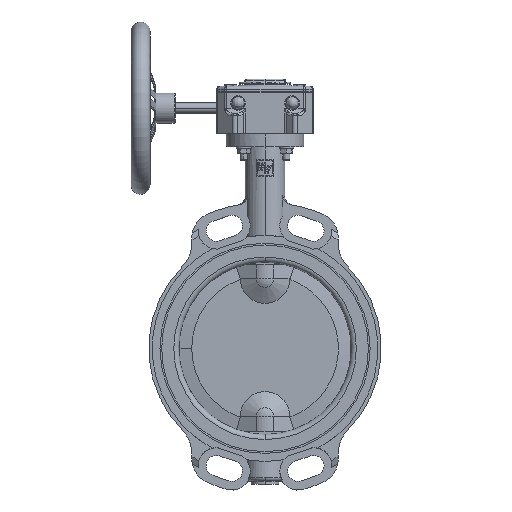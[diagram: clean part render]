
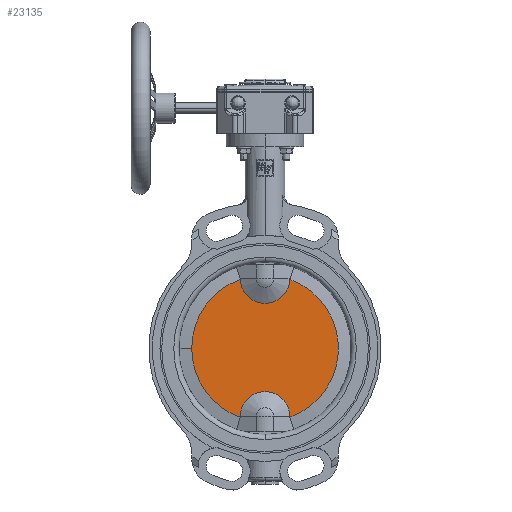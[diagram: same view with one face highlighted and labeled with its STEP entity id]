
A CAD part, top view. The second image highlights one B-rep face of the part: STEP entity #23135.
In plain terms, the highlighted planar face has unit normal (0, 0, 1).
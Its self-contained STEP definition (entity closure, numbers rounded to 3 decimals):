
#219 = VERTEX_POINT ( 'NONE', #38951 ) ;
#1803 = VERTEX_POINT ( 'NONE', #8735 ) ;
#2866 = CIRCLE ( 'NONE', #63781, 28.742 ) ;
#3948 = AXIS2_PLACEMENT_3D ( 'NONE', #17294, #66123, #67201 ) ;
#5190 = CARTESIAN_POINT ( 'NONE',  ( 0., 0., 6.5 ) ) ;
#8735 = CARTESIAN_POINT ( 'NONE',  ( 28.742, -79., 6.5 ) ) ;
#9366 = EDGE_CURVE ( 'NONE', #100873, #35193, #99289, .T. ) ;
#12273 = CARTESIAN_POINT ( 'NONE',  ( 0., -79., 6.5 ) ) ;
#12440 = VECTOR ( 'NONE', #45088, 1000. ) ;
#13185 = PLANE ( 'NONE',  #53823 ) ;
#14176 = CARTESIAN_POINT ( 'NONE',  ( 0., 81., 6.5 ) ) ;
#16878 = AXIS2_PLACEMENT_3D ( 'NONE', #5190, #36713, #94934 ) ;
#17294 = CARTESIAN_POINT ( 'NONE',  ( 0., 0., 6.5 ) ) ;
#20636 = DIRECTION ( 'NONE',  ( -1., 0., 0. ) ) ;
#23135 = ADVANCED_FACE ( 'NONE', ( #68699 ), #13185, .F. ) ;
#29187 = CARTESIAN_POINT ( 'NONE',  ( 28.742, 0., 6.5 ) ) ;
#30209 = EDGE_CURVE ( 'NONE', #91291, #97502, #47475, .T. ) ;
#31922 = VECTOR ( 'NONE', #70444, 1000. ) ;
#32826 = ORIENTED_EDGE ( 'NONE', *, *, #64603, .F. ) ;
#34155 = CARTESIAN_POINT ( 'NONE',  ( 28.742, -80.137, 6.5 ) ) ;
#35193 = VERTEX_POINT ( 'NONE', #75993 ) ;
#36713 = DIRECTION ( 'NONE',  ( 0., 0., 1. ) ) ;
#36799 = CIRCLE ( 'NONE', #55520, 85.135 ) ;
#37834 = DIRECTION ( 'NONE',  ( -1., 0., 0. ) ) ;
#38044 = ORIENTED_EDGE ( 'NONE', *, *, #9366, .T. ) ;
#38951 = CARTESIAN_POINT ( 'NONE',  ( -28.742, -79., 6.5 ) ) ;
#45088 = DIRECTION ( 'NONE',  ( 0., 1., 0. ) ) ;
#46073 = DIRECTION ( 'NONE',  ( -1., 0., 0. ) ) ;
#47475 = CIRCLE ( 'NONE', #3948, 85.135 ) ;
#49487 = AXIS2_PLACEMENT_3D ( 'NONE', #14176, #72146, #46073 ) ;
#53823 = AXIS2_PLACEMENT_3D ( 'NONE', #54025, #78787, #37834 ) ;
#54025 = CARTESIAN_POINT ( 'NONE',  ( -85.135, 0., 6.5 ) ) ;
#55520 = AXIS2_PLACEMENT_3D ( 'NONE', #78040, #78387, #72563 ) ;
#58569 = EDGE_CURVE ( 'NONE', #97502, #219, #73326, .T. ) ;
#59515 = CARTESIAN_POINT ( 'NONE',  ( -28.742, -80.137, 6.5 ) ) ;
#62152 = ORIENTED_EDGE ( 'NONE', *, *, #77813, .F. ) ;
#62880 = CIRCLE ( 'NONE', #49487, 28.742 ) ;
#63781 = AXIS2_PLACEMENT_3D ( 'NONE', #12273, #70540, #20636 ) ;
#64603 = EDGE_CURVE ( 'NONE', #1803, #219, #2866, .T. ) ;
#66123 = DIRECTION ( 'NONE',  ( 0., 0., 1. ) ) ;
#67201 = DIRECTION ( 'NONE',  ( 1., 0., 0. ) ) ;
#68699 = FACE_OUTER_BOUND ( 'NONE', #81773, .T. ) ;
#70444 = DIRECTION ( 'NONE',  ( 0., 1., 0. ) ) ;
#70470 = ORIENTED_EDGE ( 'NONE', *, *, #95682, .T. ) ;
#70540 = DIRECTION ( 'NONE',  ( 0., 0., 1. ) ) ;
#72146 = DIRECTION ( 'NONE',  ( 0., 0., 1. ) ) ;
#72563 = DIRECTION ( 'NONE',  ( 1., 0., 0. ) ) ;
#73326 = LINE ( 'NONE', #94675, #12440 ) ;
#75993 = CARTESIAN_POINT ( 'NONE',  ( 28.729, 80.142, 6.5 ) ) ;
#77813 = EDGE_CURVE ( 'NONE', #100873, #1803, #78633, .T. ) ;
#78040 = CARTESIAN_POINT ( 'NONE',  ( 0., 0., 6.5 ) ) ;
#78275 = EDGE_CURVE ( 'NONE', #96333, #35193, #62880, .T. ) ;
#78387 = DIRECTION ( 'NONE',  ( 0., 0., 1. ) ) ;
#78633 = LINE ( 'NONE', #29187, #31922 ) ;
#78787 = DIRECTION ( 'NONE',  ( 0., 0., -1. ) ) ;
#80970 = CARTESIAN_POINT ( 'NONE',  ( -85.135, 0., 6.5 ) ) ;
#81773 = EDGE_LOOP ( 'NONE', ( #62152, #38044, #87473, #70470, #93187, #101966, #32826 ) ) ;
#87473 = ORIENTED_EDGE ( 'NONE', *, *, #78275, .F. ) ;
#89024 = CARTESIAN_POINT ( 'NONE',  ( -28.729, 80.142, 6.5 ) ) ;
#91291 = VERTEX_POINT ( 'NONE', #80970 ) ;
#93187 = ORIENTED_EDGE ( 'NONE', *, *, #30209, .T. ) ;
#94675 = CARTESIAN_POINT ( 'NONE',  ( -28.742, 0., 6.5 ) ) ;
#94934 = DIRECTION ( 'NONE',  ( 1., 0., 0. ) ) ;
#95682 = EDGE_CURVE ( 'NONE', #96333, #91291, #36799, .T. ) ;
#96333 = VERTEX_POINT ( 'NONE', #89024 ) ;
#97502 = VERTEX_POINT ( 'NONE', #59515 ) ;
#99289 = CIRCLE ( 'NONE', #16878, 85.135 ) ;
#100873 = VERTEX_POINT ( 'NONE', #34155 ) ;
#101966 = ORIENTED_EDGE ( 'NONE', *, *, #58569, .T. ) ;
